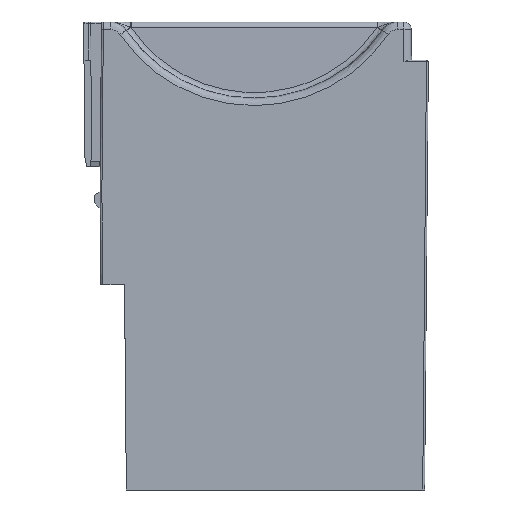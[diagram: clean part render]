
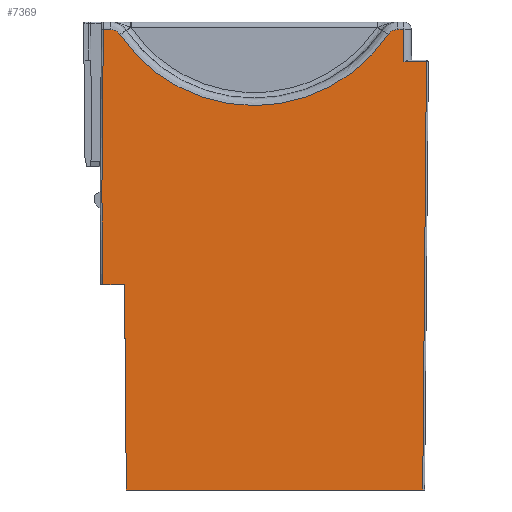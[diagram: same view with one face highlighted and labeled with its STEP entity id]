
A CAD part, front view. The second image highlights one B-rep face of the part: STEP entity #7369.
In plain terms, the highlighted planar face has unit normal (0, -1, 0.018).
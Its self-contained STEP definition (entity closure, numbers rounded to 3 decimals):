
#1438=DIRECTION('',(1.,0.,0.));
#1439=VECTOR('',#1438,1.879);
#1440=CARTESIAN_POINT('',(0.372,-22.234,
-1.965));
#1441=LINE('',#1440,#1439);
#1442=CARTESIAN_POINT('',(0.372,-22.234,
-1.965));
#1509=DIRECTION('',(0.009,0.017,1.));
#1510=VECTOR('',#1509,112.53);
#1511=CARTESIAN_POINT('',(84.314,-24.347,-123.));
#1512=LINE('',#1511,#1510);
#1513=DIRECTION('',(0.009,-0.017,-1.));
#1514=VECTOR('',#1513,24.391);
#1515=CARTESIAN_POINT('',(0.,-22.979,
-44.614));
#1516=LINE('',#1515,#1514);
#1517=DIRECTION('',(-0.009,-0.017,-1.));
#1518=VECTOR('',#1517,42.657);
#1519=CARTESIAN_POINT('',(0.372,-22.234,
-1.965));
#1520=LINE('',#1519,#1518);
#1521=CARTESIAN_POINT('',(4.733,-22.257,
-3.28));
#1522=CARTESIAN_POINT('',(4.594,-22.254,
-3.075));
#1523=CARTESIAN_POINT('',(4.274,-22.247,
-2.711));
#1524=CARTESIAN_POINT('',(3.67,-22.24,
-2.287));
#1525=CARTESIAN_POINT('',(2.979,-22.235,
-2.025));
#1526=CARTESIAN_POINT('',(2.499,-22.234,
-1.965));
#1527=CARTESIAN_POINT('',(2.251,-22.234,
-1.965));
#1529=CARTESIAN_POINT('',(40.,-22.583,
-21.965));
#1530=CARTESIAN_POINT('',(38.01,-22.583,
-21.964));
#1531=CARTESIAN_POINT('',(34.073,-22.579,
-21.69));
#1532=CARTESIAN_POINT('',(28.247,-22.557,
-20.456));
#1533=CARTESIAN_POINT('',(22.657,-22.522,
-18.428));
#1534=CARTESIAN_POINT('',(17.4,-22.473,
-15.643));
#1535=CARTESIAN_POINT('',(12.583,-22.412,
-12.158));
#1536=CARTESIAN_POINT('',(8.29,-22.34,
-8.03));
#1537=CARTESIAN_POINT('',(5.852,-22.286,
-4.926));
#1538=CARTESIAN_POINT('',(4.733,-22.257,
-3.28));
#1540=CARTESIAN_POINT('',(75.267,-22.257,
-3.28));
#1541=CARTESIAN_POINT('',(74.148,-22.286,
-4.926));
#1542=CARTESIAN_POINT('',(71.71,-22.34,
-8.03));
#1543=CARTESIAN_POINT('',(67.417,-22.412,
-12.158));
#1544=CARTESIAN_POINT('',(62.6,-22.473,
-15.643));
#1545=CARTESIAN_POINT('',(57.343,-22.522,
-18.428));
#1546=CARTESIAN_POINT('',(51.753,-22.557,
-20.456));
#1547=CARTESIAN_POINT('',(45.927,-22.579,
-21.69));
#1548=CARTESIAN_POINT('',(41.99,-22.583,
-21.964));
#1549=CARTESIAN_POINT('',(40.,-22.583,
-21.965));
#1551=CARTESIAN_POINT('',(77.749,-22.234,
-1.965));
#1552=CARTESIAN_POINT('',(77.501,-22.234,
-1.965));
#1553=CARTESIAN_POINT('',(77.021,-22.235,
-2.025));
#1554=CARTESIAN_POINT('',(76.33,-22.24,
-2.287));
#1555=CARTESIAN_POINT('',(75.726,-22.247,
-2.711));
#1556=CARTESIAN_POINT('',(75.406,-22.254,
-3.075));
#1557=CARTESIAN_POINT('',(75.267,-22.257,
-3.28));
#1559=DIRECTION('',(-0.009,0.017,1.));
#1560=VECTOR('',#1559,8.528);
#1561=CARTESIAN_POINT('',(79.392,-22.383,
-10.491));
#1562=LINE('',#1561,#1560);
#1567=DIRECTION('',(1.,0.,0.));
#1568=VECTOR('',#1567,5.904);
#1569=CARTESIAN_POINT('',(79.392,-22.383,
-10.491));
#1570=LINE('',#1569,#1568);
#1776=DIRECTION('',(1.,0.,0.));
#1777=VECTOR('',#1776,1.568);
#1778=CARTESIAN_POINT('',(77.749,-22.234,
-1.965));
#1779=LINE('',#1778,#1777);
#1977=DIRECTION('',(-1.,0.,0.));
#1978=VECTOR('',#1977,5.734);
#1979=CARTESIAN_POINT('',(5.947,-23.404,-69.));
#1980=LINE('',#1979,#1978);
#1997=DIRECTION('',(-0.009,0.017,1.));
#1998=VECTOR('',#1997,54.01);
#1999=CARTESIAN_POINT('',(6.418,-24.347,-123.));
#2000=LINE('',#1999,#1998);
#2005=DIRECTION('',(-1.,0.,0.));
#2006=VECTOR('',#2005,77.896);
#2007=CARTESIAN_POINT('',(84.314,-24.347,-123.));
#2008=LINE('',#2007,#2006);
#5443=CARTESIAN_POINT('',(4.733,-22.257,
-3.28));
#5445=VERTEX_POINT('',#5443);
#5447=CARTESIAN_POINT('',(2.251,-22.234,
-1.965));
#5449=VERTEX_POINT('',#5447);
#5451=VERTEX_POINT('',#1442);
#5503=CARTESIAN_POINT('',(84.314,-24.347,-123.));
#5504=CARTESIAN_POINT('',(85.296,-22.383,
-10.491));
#5505=VERTEX_POINT('',#5503);
#5506=VERTEX_POINT('',#5504);
#5507=CARTESIAN_POINT('',(79.392,-22.383,
-10.491));
#5508=VERTEX_POINT('',#5507);
#5520=VERTEX_POINT('',#1529);
#5521=VERTEX_POINT('',#1540);
#5522=VERTEX_POINT('',#1551);
#5523=CARTESIAN_POINT('',(79.317,-22.234,
-1.965));
#5524=VERTEX_POINT('',#5523);
#5573=CARTESIAN_POINT('',(5.947,-23.404,-69.));
#5575=VERTEX_POINT('',#5573);
#5598=CARTESIAN_POINT('',(0.,-22.979,
-44.614));
#5599=VERTEX_POINT('',#5598);
#5600=CARTESIAN_POINT('',(0.213,-23.404,-69.));
#5601=VERTEX_POINT('',#5600);
#5729=CARTESIAN_POINT('',(6.418,-24.347,-123.));
#5730=VERTEX_POINT('',#5729);
#7337=CARTESIAN_POINT('',(21.,-22.2,0.));
#7338=DIRECTION('',(0.,-1.,0.017));
#7339=DIRECTION('',(0.,0.017,1.));
#7340=AXIS2_PLACEMENT_3D('',#7337,#7338,#7339);
#7341=PLANE('',#7340);
#7343=ORIENTED_EDGE('',*,*,#7342,.T.);
#7345=ORIENTED_EDGE('',*,*,#7344,.F.);
#7347=ORIENTED_EDGE('',*,*,#7346,.T.);
#7349=ORIENTED_EDGE('',*,*,#7348,.T.);
#7351=ORIENTED_EDGE('',*,*,#7350,.T.);
#7353=ORIENTED_EDGE('',*,*,#7352,.F.);
#7354=ORIENTED_EDGE('',*,*,#7328,.F.);
#7355=ORIENTED_EDGE('',*,*,#7214,.T.);
#7356=ORIENTED_EDGE('',*,*,#7200,.F.);
#7358=ORIENTED_EDGE('',*,*,#7357,.F.);
#7360=ORIENTED_EDGE('',*,*,#7359,.F.);
#7362=ORIENTED_EDGE('',*,*,#7361,.F.);
#7364=ORIENTED_EDGE('',*,*,#7363,.T.);
#7366=ORIENTED_EDGE('',*,*,#7365,.F.);
#7367=EDGE_LOOP('',(#7343,#7345,#7347,#7349,#7351,#7353,#7354,#7355,#7356,#7358,
#7360,#7362,#7364,#7366));
#7368=FACE_OUTER_BOUND('',#7367,.F.);
#7369=ADVANCED_FACE('',(#7368),#7341,.T.);
#1528=B_SPLINE_CURVE_WITH_KNOTS('',3,(#1521,#1522,#1523,#1524,#1525,#1526,
#1527),.UNSPECIFIED.,.F.,.F.,(4,1,1,1,4),(0.,0.25,0.5,0.75,1.),
.UNSPECIFIED.);
#1539=B_SPLINE_CURVE_WITH_KNOTS('',3,(#1529,#1530,#1531,#1532,#1533,#1534,#1535,
#1536,#1537,#1538),.UNSPECIFIED.,.F.,.F.,(4,1,1,1,1,1,1,4),(0.,
0.143,0.286,0.429,0.571,
0.714,0.857,1.),.UNSPECIFIED.);
#1550=B_SPLINE_CURVE_WITH_KNOTS('',3,(#1540,#1541,#1542,#1543,#1544,#1545,#1546,
#1547,#1548,#1549),.UNSPECIFIED.,.F.,.F.,(4,1,1,1,1,1,1,4),(0.,
0.143,0.286,0.429,0.571,
0.714,0.857,1.),.UNSPECIFIED.);
#1558=B_SPLINE_CURVE_WITH_KNOTS('',3,(#1551,#1552,#1553,#1554,#1555,#1556,
#1557),.UNSPECIFIED.,.F.,.F.,(4,1,1,1,4),(0.,0.25,0.5,0.75,1.),
.UNSPECIFIED.);
#7200=EDGE_CURVE('',#5445,#5449,#1528,.T.);
#7214=EDGE_CURVE('',#5451,#5449,#1441,.T.);
#7328=EDGE_CURVE('',#5451,#5599,#1520,.T.);
#7342=EDGE_CURVE('',#5508,#5506,#1570,.T.);
#7344=EDGE_CURVE('',#5505,#5506,#1512,.T.);
#7346=EDGE_CURVE('',#5505,#5730,#2008,.T.);
#7348=EDGE_CURVE('',#5730,#5575,#2000,.T.);
#7350=EDGE_CURVE('',#5575,#5601,#1980,.T.);
#7352=EDGE_CURVE('',#5599,#5601,#1516,.T.);
#7357=EDGE_CURVE('',#5520,#5445,#1539,.T.);
#7359=EDGE_CURVE('',#5521,#5520,#1550,.T.);
#7361=EDGE_CURVE('',#5522,#5521,#1558,.T.);
#7363=EDGE_CURVE('',#5522,#5524,#1779,.T.);
#7365=EDGE_CURVE('',#5508,#5524,#1562,.T.);
